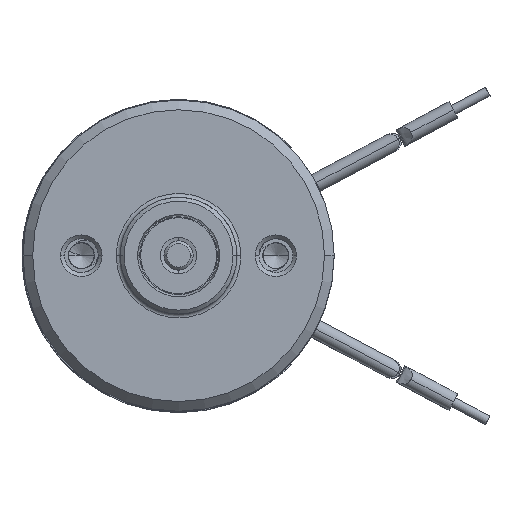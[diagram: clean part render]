
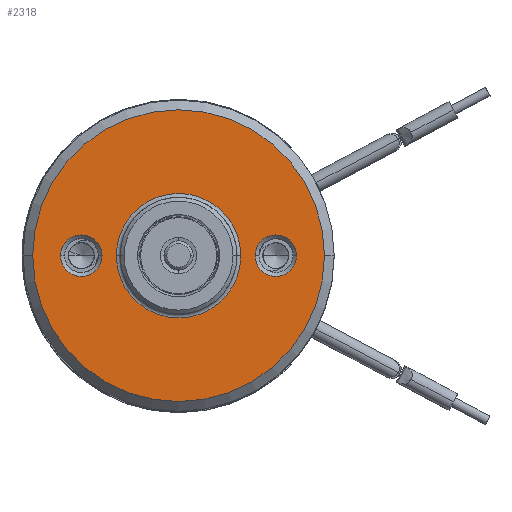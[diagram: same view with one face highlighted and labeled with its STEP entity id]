
A CAD part, top view. The second image highlights one B-rep face of the part: STEP entity #2318.
In plain terms, the highlighted planar face has unit normal (0, 0, 1).
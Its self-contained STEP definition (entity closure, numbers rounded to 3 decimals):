
#393=CARTESIAN_POINT('',(0.,0.,4.2));
#394=DIRECTION('',(0.,0.,-1.));
#395=DIRECTION('',(0.,-1.,0.));
#396=AXIS2_PLACEMENT_3D('',#393,#394,#395);
#398=CARTESIAN_POINT('',(0.,0.,4.2));
#399=DIRECTION('',(0.,0.,-1.));
#400=DIRECTION('',(0.,1.,0.));
#401=AXIS2_PLACEMENT_3D('',#398,#399,#400);
#403=CARTESIAN_POINT('',(0.,0.,4.2));
#404=DIRECTION('',(0.,0.,1.));
#405=DIRECTION('',(-0.012,1.,0.));
#406=AXIS2_PLACEMENT_3D('',#403,#404,#405);
#408=CARTESIAN_POINT('',(0.,0.,4.2));
#409=DIRECTION('',(0.,0.,1.));
#410=DIRECTION('',(0.012,-1.,0.));
#411=AXIS2_PLACEMENT_3D('',#408,#409,#410);
#413=CARTESIAN_POINT('',(0.,5.,4.2));
#414=DIRECTION('',(0.,0.,1.));
#415=DIRECTION('',(0.,-1.,0.));
#416=AXIS2_PLACEMENT_3D('',#413,#414,#415);
#418=CARTESIAN_POINT('',(0.,5.,4.2));
#419=DIRECTION('',(0.,0.,1.));
#420=DIRECTION('',(0.,1.,0.));
#421=AXIS2_PLACEMENT_3D('',#418,#419,#420);
#423=CARTESIAN_POINT('',(0.,-5.,4.2));
#424=DIRECTION('',(0.,0.,1.));
#425=DIRECTION('',(0.,1.,0.));
#426=AXIS2_PLACEMENT_3D('',#423,#424,#425);
#428=CARTESIAN_POINT('',(0.,-5.,4.2));
#429=DIRECTION('',(0.,0.,1.));
#430=DIRECTION('',(0.,-1.,0.));
#431=AXIS2_PLACEMENT_3D('',#428,#429,#430);
#443=CARTESIAN_POINT('',(0.,0.,4.2));
#444=DIRECTION('',(0.,0.,-1.));
#445=DIRECTION('',(-0.012,1.,0.));
#446=AXIS2_PLACEMENT_3D('',#443,#444,#445);
#471=CARTESIAN_POINT('',(0.,0.,4.2));
#472=DIRECTION('',(0.,0.,-1.));
#473=DIRECTION('',(0.012,-1.,0.));
#474=AXIS2_PLACEMENT_3D('',#471,#472,#473);
#2059=CARTESIAN_POINT('',(0.,7.5,4.2));
#2060=VERTEX_POINT('',#2059);
#2061=CARTESIAN_POINT('',(0.,-7.5,4.2));
#2062=VERTEX_POINT('',#2061);
#2063=CARTESIAN_POINT('',(-0.038,3.2,4.2));
#2064=CARTESIAN_POINT('',(-0.001,-3.2,4.2));
#2065=VERTEX_POINT('',#2063);
#2066=VERTEX_POINT('',#2064);
#2067=CARTESIAN_POINT('',(0.001,3.2,4.2));
#2068=VERTEX_POINT('',#2067);
#2069=CARTESIAN_POINT('',(0.038,-3.2,4.2));
#2070=VERTEX_POINT('',#2069);
#2071=CARTESIAN_POINT('',(0.,3.932,4.2));
#2072=CARTESIAN_POINT('',(0.,6.068,4.2));
#2073=VERTEX_POINT('',#2071);
#2074=VERTEX_POINT('',#2072);
#2075=CARTESIAN_POINT('',(0.,-3.932,4.2));
#2076=CARTESIAN_POINT('',(0.,-6.068,4.2));
#2077=VERTEX_POINT('',#2075);
#2078=VERTEX_POINT('',#2076);
#2287=CARTESIAN_POINT('',(0.,0.,4.2));
#2288=DIRECTION('',(0.,0.,1.));
#2289=DIRECTION('',(0.,1.,0.));
#2290=AXIS2_PLACEMENT_3D('',#2287,#2288,#2289);
#2291=PLANE('',#2290);
#2292=ORIENTED_EDGE('',*,*,#2266,.T.);
#2293=ORIENTED_EDGE('',*,*,#2282,.T.);
#2294=EDGE_LOOP('',(#2292,#2293));
#2295=FACE_OUTER_BOUND('',#2294,.F.);
#2297=ORIENTED_EDGE('',*,*,#2296,.F.);
#2299=ORIENTED_EDGE('',*,*,#2298,.T.);
#2301=ORIENTED_EDGE('',*,*,#2300,.F.);
#2303=ORIENTED_EDGE('',*,*,#2302,.T.);
#2304=EDGE_LOOP('',(#2297,#2299,#2301,#2303));
#2305=FACE_BOUND('',#2304,.F.);
#2307=ORIENTED_EDGE('',*,*,#2306,.T.);
#2309=ORIENTED_EDGE('',*,*,#2308,.T.);
#2310=EDGE_LOOP('',(#2307,#2309));
#2311=FACE_BOUND('',#2310,.F.);
#2313=ORIENTED_EDGE('',*,*,#2312,.T.);
#2315=ORIENTED_EDGE('',*,*,#2314,.T.);
#2316=EDGE_LOOP('',(#2313,#2315));
#2317=FACE_BOUND('',#2316,.F.);
#2318=ADVANCED_FACE('',(#2295,#2305,#2311,#2317),#2291,.T.);
#397=CIRCLE('',#396,7.5);
#402=CIRCLE('',#401,7.5);
#407=CIRCLE('',#406,3.2);
#412=CIRCLE('',#411,3.2);
#417=CIRCLE('',#416,1.068);
#422=CIRCLE('',#421,1.068);
#427=CIRCLE('',#426,1.068);
#432=CIRCLE('',#431,1.068);
#447=CIRCLE('',#446,3.2);
#475=CIRCLE('',#474,3.2);
#2266=EDGE_CURVE('',#2062,#2060,#397,.T.);
#2282=EDGE_CURVE('',#2060,#2062,#402,.T.);
#2296=EDGE_CURVE('',#2065,#2068,#447,.T.);
#2298=EDGE_CURVE('',#2065,#2066,#407,.T.);
#2300=EDGE_CURVE('',#2070,#2066,#475,.T.);
#2302=EDGE_CURVE('',#2070,#2068,#412,.T.);
#2306=EDGE_CURVE('',#2073,#2074,#417,.T.);
#2308=EDGE_CURVE('',#2074,#2073,#422,.T.);
#2312=EDGE_CURVE('',#2077,#2078,#427,.T.);
#2314=EDGE_CURVE('',#2078,#2077,#432,.T.);
